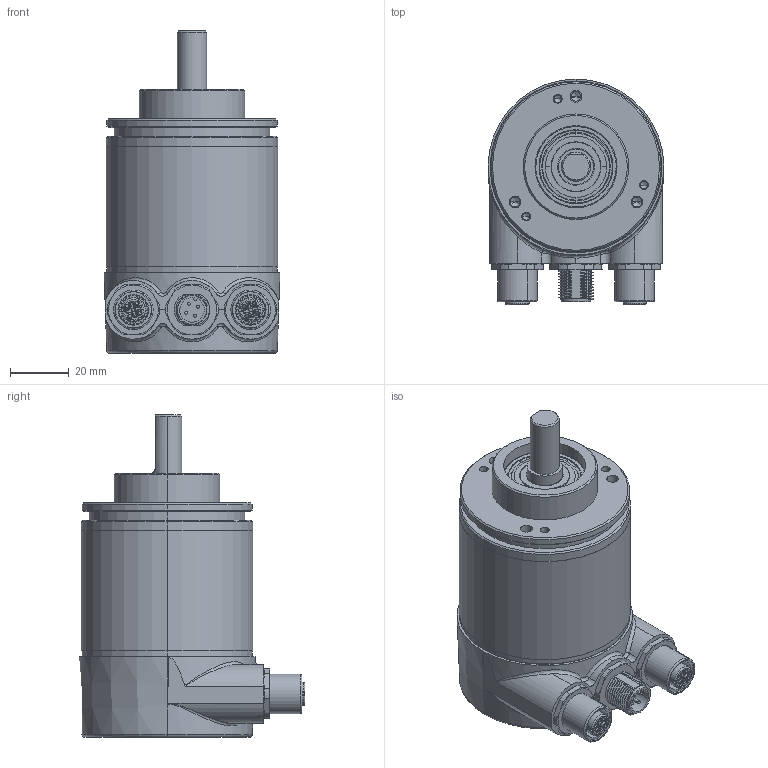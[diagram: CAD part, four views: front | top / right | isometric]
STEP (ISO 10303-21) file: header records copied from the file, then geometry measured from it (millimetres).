
FILE_DESCRIPTION (( 'STEP AP214' ), '1' );
FILE_NAME ('OCD-EC00B-1216-C100-PRM.STEP', '2020-06-04T11:58:26', ( '' ), ( '' ), 'SwSTEP 2.0', 'SolidWorks 2019', '' );
FILE_SCHEMA (( 'AUTOMOTIVE_DESIGN' ));
Length unit declared in the file: millimetre
Products named in the file (1): OCD-EC00B-1216-C100-PRM
Bounding box: 60 x 77 x 110 mm (x, y, z)
Volume: 99320.2 mm3; surface area: 77913 mm2
Topology: 27 solids, 27 shells, 1623 faces, 4200 edges, 2694 vertices
Faces by surface type: cylinder 736, plane 374, cone 284, bspline 182, torus 43, sphere 4
Entity records: 88809 total; most frequent: CARTESIAN_POINT 32943, ORIENTED_EDGE 8252, DIRECTION 7495, EDGE_CURVE 4126, AXIS2_PLACEMENT_3D 3025, VERTEX_POINT 2686, EDGE_LOOP 1810, UNCERTAINTY_MEASURE_WITH_UNIT 1652
